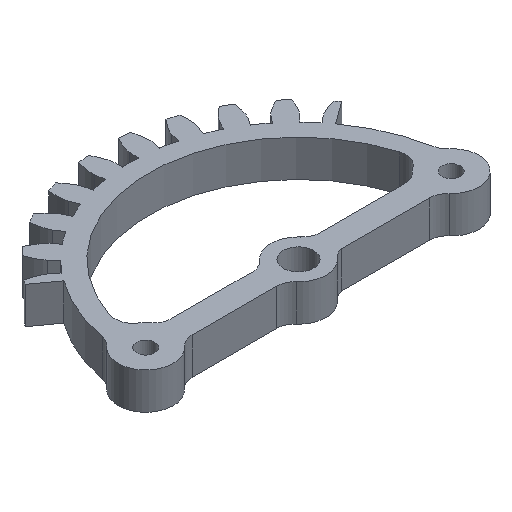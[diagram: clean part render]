
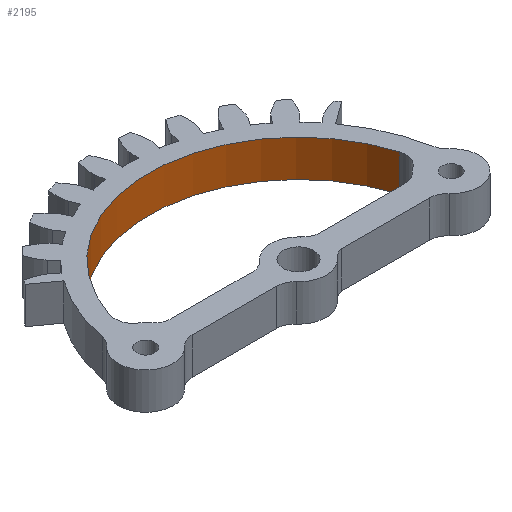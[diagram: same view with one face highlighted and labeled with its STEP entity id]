
A CAD part, isometric view. The second image highlights one B-rep face of the part: STEP entity #2195.
In plain terms, the highlighted cylindrical face has radius 24.5 mm (diameter 49 mm), a partial arc.
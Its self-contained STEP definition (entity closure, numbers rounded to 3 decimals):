
#54=CYLINDRICAL_SURFACE('',#2374,24.5);
#116=FACE_OUTER_BOUND('',#239,.T.);
#239=EDGE_LOOP('',(#1566,#1567,#1568,#1569));
#423=LINE('',#7900,#612);
#425=LINE('',#7905,#614);
#612=VECTOR('',#2656,10.);
#614=VECTOR('',#2662,10.);
#807=CIRCLE('',#2358,24.5);
#820=CIRCLE('',#2375,24.5);
#967=VERTEX_POINT('',#7862);
#968=VERTEX_POINT('',#7863);
#983=VERTEX_POINT('',#7898);
#984=VERTEX_POINT('',#7903);
#1197=EDGE_CURVE('',#967,#968,#807,.T.);
#1215=EDGE_CURVE('',#983,#967,#423,.T.);
#1217=EDGE_CURVE('',#984,#983,#820,.F.);
#1218=EDGE_CURVE('',#968,#984,#425,.T.);
#1566=ORIENTED_EDGE('',*,*,#1215,.F.);
#1567=ORIENTED_EDGE('',*,*,#1217,.F.);
#1568=ORIENTED_EDGE('',*,*,#1218,.F.);
#1569=ORIENTED_EDGE('',*,*,#1197,.F.);
#2195=ADVANCED_FACE('',(#116),#54,.F.);
#2358=AXIS2_PLACEMENT_3D('',#7864,#2619,#2620);
#2374=AXIS2_PLACEMENT_3D('',#7902,#2658,#2659);
#2375=AXIS2_PLACEMENT_3D('',#7904,#2660,#2661);
#2619=DIRECTION('center_axis',(0.,0.,-1.));
#2620=DIRECTION('ref_axis',(1.,0.,0.));
#2656=DIRECTION('',(0.,0.,1.));
#2658=DIRECTION('center_axis',(0.,0.,1.));
#2659=DIRECTION('ref_axis',(1.,0.,0.));
#2660=DIRECTION('center_axis',(0.,0.,-1.));
#2661=DIRECTION('ref_axis',(1.,0.,0.));
#2662=DIRECTION('',(0.,0.,-1.));
#7862=CARTESIAN_POINT('',(-23.321,7.51,15.));
#7863=CARTESIAN_POINT('',(23.497,6.938,15.));
#7864=CARTESIAN_POINT('Origin',(0.,0.,
15.));
#7898=CARTESIAN_POINT('',(-23.321,7.51,9.));
#7900=CARTESIAN_POINT('',(-23.321,7.51,9.));
#7902=CARTESIAN_POINT('Origin',(0.,0.,
9.));
#7903=CARTESIAN_POINT('',(23.497,6.938,9.));
#7904=CARTESIAN_POINT('Origin',(0.,0.,
9.));
#7905=CARTESIAN_POINT('',(23.497,6.938,9.));
